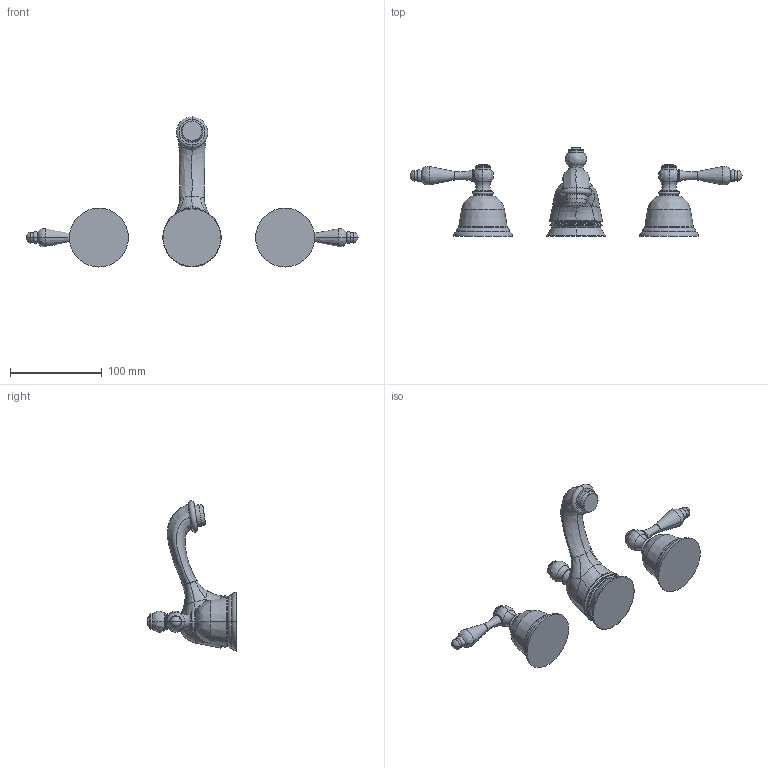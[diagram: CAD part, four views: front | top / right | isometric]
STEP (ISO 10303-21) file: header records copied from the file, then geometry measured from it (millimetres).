
FILE_DESCRIPTION((''),'2;1');
FILE_NAME('800','2020-11-25T13:40:53',('jinson.thomas'),(''),'CREO PARAMETRIC BY PTC INC, 2018400','CREO PARAMETRIC BY PTC INC, 2018400','');
FILE_SCHEMA(('CONFIG_CONTROL_DESIGN'));
Length unit declared in the file: inch
Products named in the file (1): 800
Bounding box: 362.56 x 96.65 x 163.91 mm (x, y, z)
Volume: 396934.4 mm3; surface area: 59356 mm2
Topology: 3 solids, 3 shells, 210 faces, 484 edges, 291 vertices
Faces by surface type: bspline 64, torus 58, cylinder 34, cone 26, plane 24, sphere 4
Entity records: 11528 total; most frequent: CARTESIAN_POINT 6973, ORIENTED_EDGE 960, DIRECTION 951, EDGE_CURVE 480, AXIS2_PLACEMENT_3D 444, CIRCLE 298, VERTEX_POINT 291, EDGE_LOOP 225
